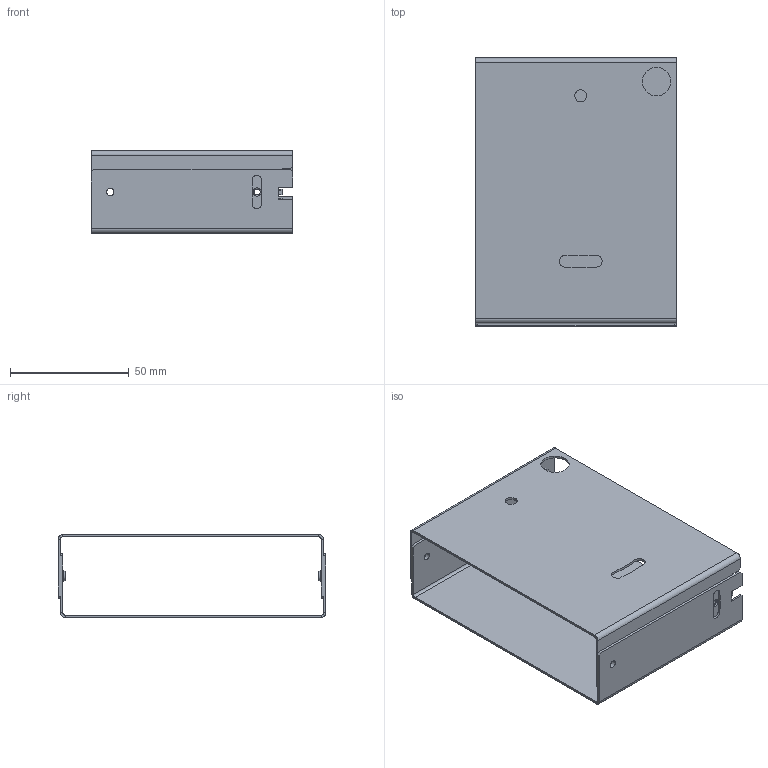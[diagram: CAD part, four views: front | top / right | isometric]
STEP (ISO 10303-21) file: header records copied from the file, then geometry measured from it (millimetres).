
FILE_DESCRIPTION((''),'2;1');
FILE_NAME('114762_OMH-RLK29_SW0001','2017-02-13T',('cglaue'),(''),'PRO/ENGINEER BY PARAMETRIC TECHNOLOGY CORPORATION, 2015440','PRO/ENGINEER BY PARAMETRIC TECHNOLOGY CORPORATION, 2015440','');
FILE_SCHEMA(('CONFIG_CONTROL_DESIGN'));
Length unit declared in the file: millimetre
Products named in the file (1): 114762_OMH-RLK29_SW0001
Bounding box: 85 x 113 x 35 mm (x, y, z)
Volume: 26832.5 mm3; surface area: 49198.2 mm2
Topology: 1 solids, 1 shells, 148 faces, 390 edges, 246 vertices
Faces by surface type: plane 92, cylinder 48, torus 8
Entity records: 5684 total; most frequent: DIRECTION 798, CARTESIAN_POINT 784, ORIENTED_EDGE 780, EDGE_CURVE 390, VECTOR 278, LINE 278, AXIS2_PLACEMENT_3D 260, VERTEX_POINT 246
